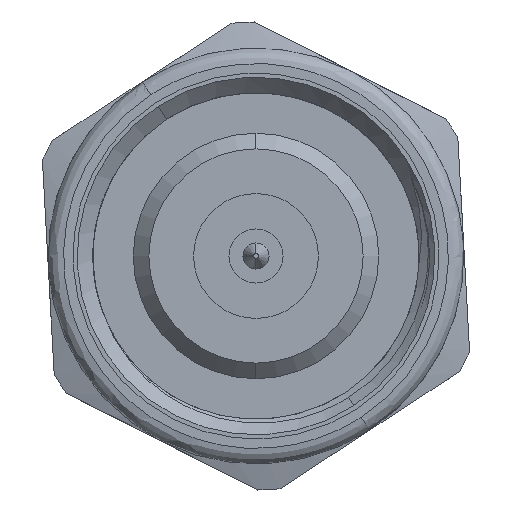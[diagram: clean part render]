
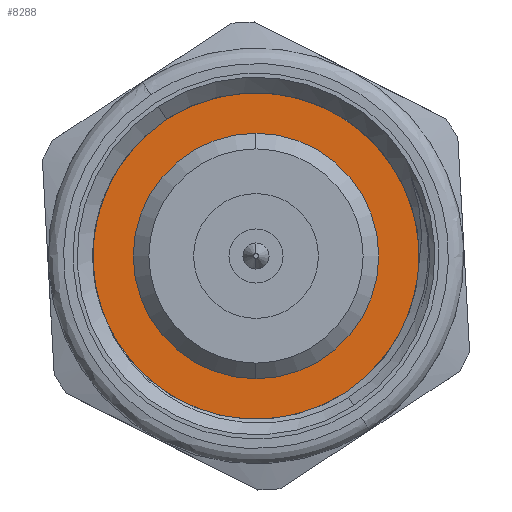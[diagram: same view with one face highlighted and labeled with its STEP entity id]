
A CAD part, front view. The second image highlights one B-rep face of the part: STEP entity #8288.
In plain terms, the highlighted planar face has unit normal (0, -1, 0).
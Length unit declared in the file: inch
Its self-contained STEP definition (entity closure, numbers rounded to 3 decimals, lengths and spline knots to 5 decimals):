
#406 = EDGE_CURVE ( 'NONE', #6787, #1422, #8273, .T. ) ;
#756 = CARTESIAN_POINT ( 'NONE',  ( 0., 0.13386, -0.09291 ) ) ;
#904 = EDGE_LOOP ( 'NONE', ( #9142, #6974 ) ) ;
#1094 = FACE_OUTER_BOUND ( 'NONE', #904, .T. ) ;
#1298 = CARTESIAN_POINT ( 'NONE',  ( 0., 0.13386, 0. ) ) ;
#1405 = CARTESIAN_POINT ( 'NONE',  ( 0., 0.13386, 0. ) ) ;
#1422 = VERTEX_POINT ( 'NONE', #7616 ) ;
#1451 = CARTESIAN_POINT ( 'NONE',  ( 0., 0.13386, -0.12598 ) ) ;
#1793 = DIRECTION ( 'NONE',  ( 0., 1., 0. ) ) ;
#2889 = EDGE_CURVE ( 'NONE', #8629, #4715, #7272, .T. ) ;
#3186 = DIRECTION ( 'NONE',  ( 1., 0., 0. ) ) ;
#3291 = AXIS2_PLACEMENT_3D ( 'NONE', #1298, #4773, #4073 ) ;
#3330 = CIRCLE ( 'NONE', #3619, 0.12598 ) ;
#3426 = AXIS2_PLACEMENT_3D ( 'NONE', #5384, #1793, #8012 ) ;
#3438 = DIRECTION ( 'NONE',  ( 0., -1., 0. ) ) ;
#3619 = AXIS2_PLACEMENT_3D ( 'NONE', #1405, #5013, #6299 ) ;
#3786 = CARTESIAN_POINT ( 'NONE',  ( 0., 0.13386, 0. ) ) ;
#4073 = DIRECTION ( 'NONE',  ( 0., 0., -1. ) ) ;
#4314 = EDGE_CURVE ( 'NONE', #1422, #6787, #3330, .T. ) ;
#4479 = PLANE ( 'NONE',  #8673 ) ;
#4715 = VERTEX_POINT ( 'NONE', #6586 ) ;
#4773 = DIRECTION ( 'NONE',  ( 0., -1., 0. ) ) ;
#4861 = EDGE_LOOP ( 'NONE', ( #7754, #8116 ) ) ;
#5013 = DIRECTION ( 'NONE',  ( 0., 1., 0. ) ) ;
#5384 = CARTESIAN_POINT ( 'NONE',  ( 0., 0.13386, 0. ) ) ;
#5508 = DIRECTION ( 'NONE',  ( 0., 0., -1. ) ) ;
#6143 = AXIS2_PLACEMENT_3D ( 'NONE', #8310, #3438, #5508 ) ;
#6299 = DIRECTION ( 'NONE',  ( 0., 0., -1. ) ) ;
#6586 = CARTESIAN_POINT ( 'NONE',  ( 0., 0.13386, 0.09291 ) ) ;
#6598 = CIRCLE ( 'NONE', #6143, 0.09291 ) ;
#6676 = DIRECTION ( 'NONE',  ( 0., 1., 0. ) ) ;
#6781 = EDGE_CURVE ( 'NONE', #4715, #8629, #6598, .T. ) ;
#6787 = VERTEX_POINT ( 'NONE', #1451 ) ;
#6974 = ORIENTED_EDGE ( 'NONE', *, *, #4314, .F. ) ;
#7272 = CIRCLE ( 'NONE', #3291, 0.09291 ) ;
#7408 = FACE_BOUND ( 'NONE', #4861, .T. ) ;
#7616 = CARTESIAN_POINT ( 'NONE',  ( 0., 0.13386, 0.12598 ) ) ;
#7754 = ORIENTED_EDGE ( 'NONE', *, *, #2889, .F. ) ;
#8012 = DIRECTION ( 'NONE',  ( 0., 0., -1. ) ) ;
#8116 = ORIENTED_EDGE ( 'NONE', *, *, #6781, .F. ) ;
#8273 = CIRCLE ( 'NONE', #3426, 0.12598 ) ;
#8288 = ADVANCED_FACE ( 'NONE', ( #1094, #7408 ), #4479, .F. ) ;
#8310 = CARTESIAN_POINT ( 'NONE',  ( 0., 0.13386, 0. ) ) ;
#8629 = VERTEX_POINT ( 'NONE', #756 ) ;
#8673 = AXIS2_PLACEMENT_3D ( 'NONE', #3786, #6676, #3186 ) ;
#9142 = ORIENTED_EDGE ( 'NONE', *, *, #406, .F. ) ;
